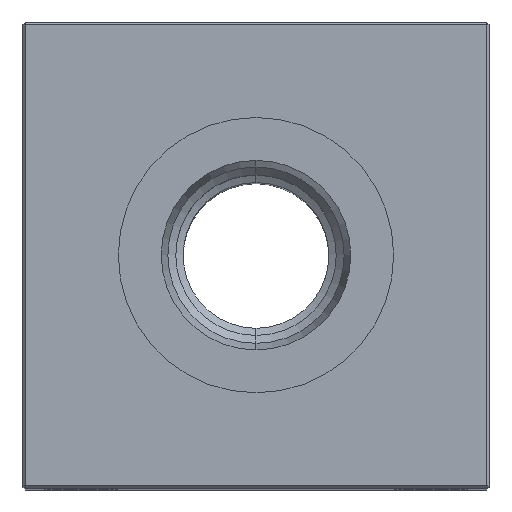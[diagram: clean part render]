
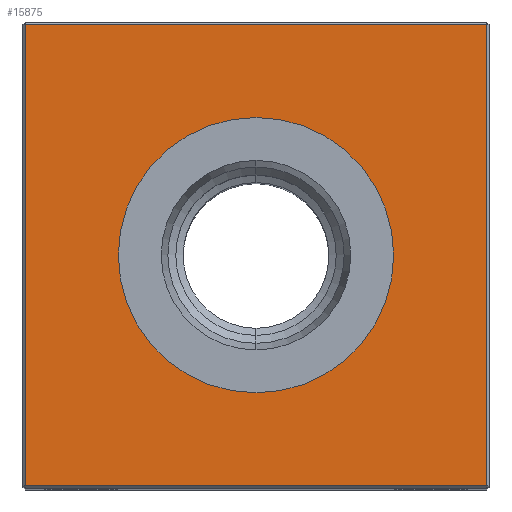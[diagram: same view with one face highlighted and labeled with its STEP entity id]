
A CAD part, top view. The second image highlights one B-rep face of the part: STEP entity #15875.
In plain terms, the highlighted planar face has unit normal (0, 0, 1).
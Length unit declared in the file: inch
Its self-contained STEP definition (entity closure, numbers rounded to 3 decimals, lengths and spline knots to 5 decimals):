
#105 = EDGE_CURVE ( 'NONE', #16786, #7435, #21925, .T. ) ;
#651 = EDGE_LOOP ( 'NONE', ( #13223, #2754, #12019, #3649 ) ) ;
#745 = DIRECTION ( 'NONE',  ( -1., 0., 0. ) ) ;
#804 = CARTESIAN_POINT ( 'NONE',  ( 0., 0.99, 4.25 ) ) ;
#1156 = VECTOR ( 'NONE', #23446, 39.37008 ) ;
#1613 = CARTESIAN_POINT ( 'NONE',  ( 0., -0.59055, 4.25 ) ) ;
#2018 = AXIS2_PLACEMENT_3D ( 'NONE', #22306, #2542, #10063 ) ;
#2448 = VERTEX_POINT ( 'NONE', #1613 ) ;
#2542 = DIRECTION ( 'NONE',  ( 0., 0., -1. ) ) ;
#2587 = LINE ( 'NONE', #8204, #21098 ) ;
#2754 = ORIENTED_EDGE ( 'NONE', *, *, #16343, .T. ) ;
#2964 = CARTESIAN_POINT ( 'NONE',  ( -0.99, 0.99, 4.25 ) ) ;
#3283 = FACE_OUTER_BOUND ( 'NONE', #651, .T. ) ;
#3649 = ORIENTED_EDGE ( 'NONE', *, *, #15737, .T. ) ;
#3864 = VECTOR ( 'NONE', #22944, 39.37008 ) ;
#5271 = VERTEX_POINT ( 'NONE', #2964 ) ;
#5486 = VERTEX_POINT ( 'NONE', #7668 ) ;
#6620 = ORIENTED_EDGE ( 'NONE', *, *, #23875, .T. ) ;
#7402 = CARTESIAN_POINT ( 'NONE',  ( 0.99, -0.99, 4.25 ) ) ;
#7435 = VERTEX_POINT ( 'NONE', #22422 ) ;
#7668 = CARTESIAN_POINT ( 'NONE',  ( -0.99, -0.99, 4.25 ) ) ;
#8204 = CARTESIAN_POINT ( 'NONE',  ( 0., -0.99, 4.25 ) ) ;
#8458 = CIRCLE ( 'NONE', #23961, 0.59055 ) ;
#9732 = EDGE_CURVE ( 'NONE', #5271, #5486, #24235, .T. ) ;
#10063 = DIRECTION ( 'NONE',  ( -1., 0., 0. ) ) ;
#10358 = LINE ( 'NONE', #804, #3864 ) ;
#10676 = DIRECTION ( 'NONE',  ( 0., 0., -1. ) ) ;
#11034 = CARTESIAN_POINT ( 'NONE',  ( 0., 0.59055, 4.25 ) ) ;
#12019 = ORIENTED_EDGE ( 'NONE', *, *, #105, .T. ) ;
#12120 = AXIS2_PLACEMENT_3D ( 'NONE', #24711, #12714, #22418 ) ;
#12184 = CIRCLE ( 'NONE', #2018, 0.59055 ) ;
#12586 = CARTESIAN_POINT ( 'NONE',  ( 0., 0., 4.25 ) ) ;
#12714 = DIRECTION ( 'NONE',  ( 0., 0., -1. ) ) ;
#13223 = ORIENTED_EDGE ( 'NONE', *, *, #9732, .T. ) ;
#14047 = DIRECTION ( 'NONE',  ( 1., 0., 0. ) ) ;
#15737 = EDGE_CURVE ( 'NONE', #7435, #5271, #10358, .T. ) ;
#15875 = ADVANCED_FACE ( 'NONE', ( #3283, #24845 ), #18843, .F. ) ;
#16336 = DIRECTION ( 'NONE',  ( 0., -1., 0. ) ) ;
#16343 = EDGE_CURVE ( 'NONE', #5486, #16786, #2587, .T. ) ;
#16786 = VERTEX_POINT ( 'NONE', #7402 ) ;
#17375 = VERTEX_POINT ( 'NONE', #11034 ) ;
#17772 = VECTOR ( 'NONE', #16336, 39.37008 ) ;
#18103 = CARTESIAN_POINT ( 'NONE',  ( 0.99, 0., 4.25 ) ) ;
#18843 = PLANE ( 'NONE',  #12120 ) ;
#19534 = EDGE_CURVE ( 'NONE', #2448, #17375, #8458, .T. ) ;
#19849 = ORIENTED_EDGE ( 'NONE', *, *, #19534, .T. ) ;
#21098 = VECTOR ( 'NONE', #14047, 39.37008 ) ;
#21925 = LINE ( 'NONE', #18103, #1156 ) ;
#22254 = EDGE_LOOP ( 'NONE', ( #6620, #19849 ) ) ;
#22306 = CARTESIAN_POINT ( 'NONE',  ( 0., 0., 4.25 ) ) ;
#22418 = DIRECTION ( 'NONE',  ( -1., 0., 0. ) ) ;
#22422 = CARTESIAN_POINT ( 'NONE',  ( 0.99, 0.99, 4.25 ) ) ;
#22569 = CARTESIAN_POINT ( 'NONE',  ( -0.99, 0., 4.25 ) ) ;
#22944 = DIRECTION ( 'NONE',  ( -1., 0., 0. ) ) ;
#23446 = DIRECTION ( 'NONE',  ( 0., 1., 0. ) ) ;
#23875 = EDGE_CURVE ( 'NONE', #17375, #2448, #12184, .T. ) ;
#23961 = AXIS2_PLACEMENT_3D ( 'NONE', #12586, #10676, #745 ) ;
#24235 = LINE ( 'NONE', #22569, #17772 ) ;
#24711 = CARTESIAN_POINT ( 'NONE',  ( 0., 0., 4.25 ) ) ;
#24845 = FACE_BOUND ( 'NONE', #22254, .T. ) ;
